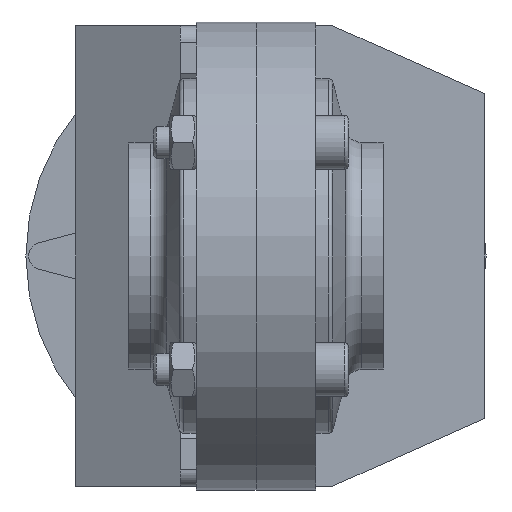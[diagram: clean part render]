
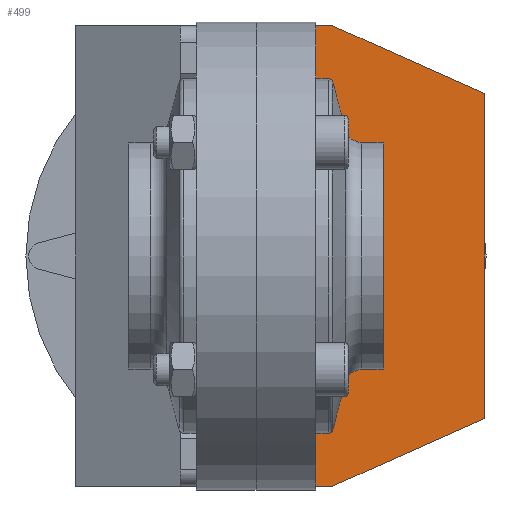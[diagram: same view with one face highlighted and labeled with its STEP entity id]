
A CAD part, front view. The second image highlights one B-rep face of the part: STEP entity #499.
In plain terms, the highlighted planar face has unit normal (0, -1, 0).
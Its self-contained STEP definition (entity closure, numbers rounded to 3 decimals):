
#499 = ADVANCED_FACE( '', ( #959, #960 ), #961, .F. );
#959 = FACE_BOUND( '', #1561, .T. );
#960 = FACE_OUTER_BOUND( '', #1562, .T. );
#961 = PLANE( '', #1563 );
#1561 = EDGE_LOOP( '', ( #2786 ) );
#1562 = EDGE_LOOP( '', ( #2787, #2788, #2789, #2790, #2791, #2792 ) );
#1563 = AXIS2_PLACEMENT_3D( '', #2793, #2794, #2795 );
#2786 = ORIENTED_EDGE( '', *, *, #3608, .T. );
#2787 = ORIENTED_EDGE( '', *, *, #3574, .F. );
#2788 = ORIENTED_EDGE( '', *, *, #3609, .T. );
#2789 = ORIENTED_EDGE( '', *, *, #3605, .T. );
#2790 = ORIENTED_EDGE( '', *, *, #3610, .T. );
#2791 = ORIENTED_EDGE( '', *, *, #3590, .T. );
#2792 = ORIENTED_EDGE( '', *, *, #3568, .F. );
#2793 = CARTESIAN_POINT( '', ( -53.2, 66.7, 42.5 ) );
#2794 = DIRECTION( '', ( 0., 1., 0. ) );
#2795 = DIRECTION( '', ( 0., 0., 1. ) );
#3568 = EDGE_CURVE( '', #4185, #4183, #4187, .T. );
#3574 = EDGE_CURVE( '', #4196, #4185, #4199, .T. );
#3590 = EDGE_CURVE( '', #4213, #4183, #4221, .T. );
#3605 = EDGE_CURVE( '', #4243, #4244, #4245, .T. );
#3608 = EDGE_CURVE( '', #4248, #4248, #4249, .T. );
#3609 = EDGE_CURVE( '', #4196, #4243, #4250, .T. );
#3610 = EDGE_CURVE( '', #4244, #4213, #4251, .T. );
#4183 = VERTEX_POINT( '', #5478 );
#4185 = VERTEX_POINT( '', #5481 );
#4187 = LINE( '', #5484, #5485 );
#4196 = VERTEX_POINT( '', #5498 );
#4199 = LINE( '', #5502, #5503 );
#4213 = VERTEX_POINT( '', #5528 );
#4221 = LINE( '', #5540, #5541 );
#4243 = VERTEX_POINT( '', #5576 );
#4244 = VERTEX_POINT( '', #5577 );
#4245 = LINE( '', #5578, #5579 );
#4248 = VERTEX_POINT( '', #5584 );
#4249 = CIRCLE( '', #5585, 17. );
#4250 = LINE( '', #5586, #5587 );
#4251 = LINE( '', #5588, #5589 );
#5478 = CARTESIAN_POINT( '', ( 19.3, 66.7, -42.5 ) );
#5481 = CARTESIAN_POINT( '', ( 19.3, 66.7, 42.5 ) );
#5484 = CARTESIAN_POINT( '', ( 19.3, 66.7, 42.5 ) );
#5485 = VECTOR( '', #6229, 1000. );
#5498 = CARTESIAN_POINT( '', ( -25.2, 66.7, 42.5 ) );
#5502 = CARTESIAN_POINT( '', ( -53.2, 66.7, 42.5 ) );
#5503 = VECTOR( '', #6235, 1000. );
#5528 = CARTESIAN_POINT( '', ( -25.2, 66.7, -42.5 ) );
#5540 = CARTESIAN_POINT( '', ( -53.2, 66.7, -42.5 ) );
#5541 = VECTOR( '', #6251, 1000. );
#5576 = CARTESIAN_POINT( '', ( -53.2, 66.7, 30. ) );
#5577 = CARTESIAN_POINT( '', ( -53.2, 66.7, -30. ) );
#5578 = CARTESIAN_POINT( '', ( -53.2, 66.7, 42.5 ) );
#5579 = VECTOR( '', #6268, 1000. );
#5584 = CARTESIAN_POINT( '', ( -11., 66.7, 17. ) );
#5585 = AXIS2_PLACEMENT_3D( '', #6271, #6272, #6273 );
#5586 = CARTESIAN_POINT( '', ( -25.2, 66.7, 42.5 ) );
#5587 = VECTOR( '', #6274, 1000. );
#5588 = CARTESIAN_POINT( '', ( -53.2, 66.7, -30. ) );
#5589 = VECTOR( '', #6275, 1000. );
#6229 = DIRECTION( '', ( 0., 0., -1. ) );
#6235 = DIRECTION( '', ( 1., 0., 0. ) );
#6251 = DIRECTION( '', ( 1., 0., 0. ) );
#6268 = DIRECTION( '', ( 0., 0., -1. ) );
#6271 = CARTESIAN_POINT( '', ( -11., 66.7, 0. ) );
#6272 = DIRECTION( '', ( 0., 1., 0. ) );
#6273 = DIRECTION( '', ( 0., 0., 1. ) );
#6274 = DIRECTION( '', ( -0.913, 0., -0.408 ) );
#6275 = DIRECTION( '', ( 0.913, 0., -0.408 ) );
